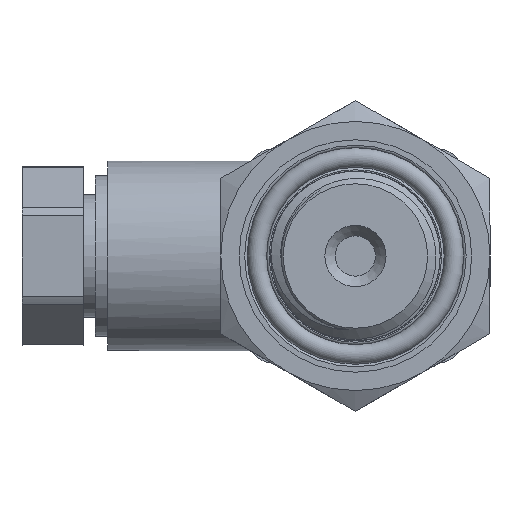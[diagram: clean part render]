
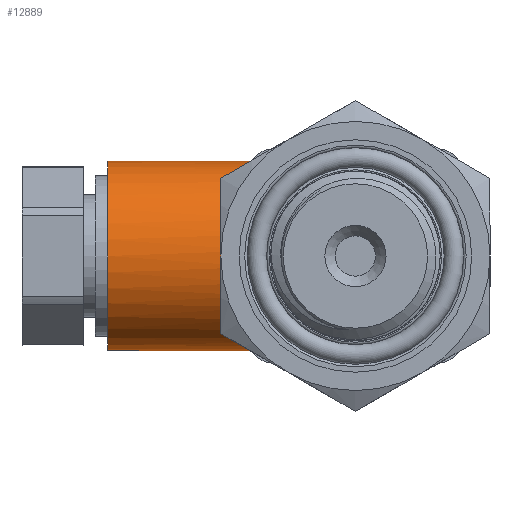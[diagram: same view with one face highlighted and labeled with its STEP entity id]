
A CAD part, left-side view. The second image highlights one B-rep face of the part: STEP entity #12889.
In plain terms, the highlighted cylindrical face has radius 7.75 mm (diameter 15.5 mm), a full revolution.
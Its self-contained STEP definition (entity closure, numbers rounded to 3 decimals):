
#34=ELLIPSE('',#13465,7.752,7.75);
#1344=FACE_OUTER_BOUND('',#2111,.T.);
#2111=EDGE_LOOP('',(#11667,#11668,#11669,#11670,#11671,#11672,#11673,#11674,
#11675,#11676,#11677,#11678,#11679));
#2303=CIRCLE('',#13463,7.75);
#2304=CIRCLE('',#13464,7.75);
#2305=CIRCLE('',#13466,7.75);
#2306=CIRCLE('',#13467,7.75);
#2307=CIRCLE('',#13468,7.75);
#3209=B_SPLINE_CURVE_WITH_KNOTS('',3,(#31702,#31703,#31704,#31705,#31706,
#31707),.UNSPECIFIED.,.F.,.F.,(4,2,4),(-1.208,-1.012,
-0.815),.UNSPECIFIED.);
#3218=B_SPLINE_CURVE_WITH_KNOTS('',3,(#34792,#34793,#34794,#34795,#34796,
#34797),.UNSPECIFIED.,.F.,.F.,(4,2,4),(-0.394,-0.197,
0.),.UNSPECIFIED.);
#3219=B_SPLINE_CURVE_WITH_KNOTS('',3,(#34799,#34800,#34801,#34802,#34803,
#34804),.UNSPECIFIED.,.F.,.F.,(4,2,4),(-1.208,-1.012,
-0.815),.UNSPECIFIED.);
#3220=B_SPLINE_CURVE_WITH_KNOTS('',3,(#34808,#34809,#34810,#34811,#34812,
#34813,#34814,#34815,#34816,#34817),.UNSPECIFIED.,.F.,.F.,(4,2,2,2,4),(-1.982,
-1.821,-1.654,-1.486,-1.325),
 .UNSPECIFIED.);
#3221=B_SPLINE_CURVE_WITH_KNOTS('',3,(#34820,#34821,#34822,#34823,#34824,
#34825),.UNSPECIFIED.,.F.,.F.,(4,2,4),(-0.394,-0.197,
0.),.UNSPECIFIED.);
#3994=LINE('',#34784,#4860);
#4860=VECTOR('',#15288,7.75);
#6130=VERTEX_POINT('',#31699);
#6131=VERTEX_POINT('',#31701);
#6137=VERTEX_POINT('',#34782);
#6138=VERTEX_POINT('',#34785);
#6139=VERTEX_POINT('',#34787);
#6140=VERTEX_POINT('',#34789);
#6141=VERTEX_POINT('',#34791);
#6142=VERTEX_POINT('',#34798);
#6143=VERTEX_POINT('',#34805);
#6144=VERTEX_POINT('',#34807);
#6145=VERTEX_POINT('',#34818);
#8002=EDGE_CURVE('',#6131,#6130,#3209,.T.);
#8015=EDGE_CURVE('',#6137,#6137,#2303,.T.);
#8016=EDGE_CURVE('',#6137,#6131,#3994,.T.);
#8017=EDGE_CURVE('',#6130,#6138,#2304,.F.);
#8018=EDGE_CURVE('',#6138,#6139,#34,.F.);
#8019=EDGE_CURVE('',#6139,#6140,#2305,.F.);
#8020=EDGE_CURVE('',#6140,#6141,#3218,.T.);
#8021=EDGE_CURVE('',#6141,#6142,#3219,.T.);
#8022=EDGE_CURVE('',#6142,#6143,#2306,.F.);
#8023=EDGE_CURVE('',#6143,#6144,#3220,.T.);
#8024=EDGE_CURVE('',#6144,#6145,#2307,.F.);
#8025=EDGE_CURVE('',#6145,#6131,#3221,.T.);
#11667=ORIENTED_EDGE('',*,*,#8015,.T.);
#11668=ORIENTED_EDGE('',*,*,#8016,.T.);
#11669=ORIENTED_EDGE('',*,*,#8002,.T.);
#11670=ORIENTED_EDGE('',*,*,#8017,.T.);
#11671=ORIENTED_EDGE('',*,*,#8018,.T.);
#11672=ORIENTED_EDGE('',*,*,#8019,.T.);
#11673=ORIENTED_EDGE('',*,*,#8020,.T.);
#11674=ORIENTED_EDGE('',*,*,#8021,.T.);
#11675=ORIENTED_EDGE('',*,*,#8022,.T.);
#11676=ORIENTED_EDGE('',*,*,#8023,.T.);
#11677=ORIENTED_EDGE('',*,*,#8024,.T.);
#11678=ORIENTED_EDGE('',*,*,#8025,.T.);
#11679=ORIENTED_EDGE('',*,*,#8016,.F.);
#12209=CYLINDRICAL_SURFACE('',#13462,7.75);
#12889=ADVANCED_FACE('',(#1344),#12209,.T.);
#13462=AXIS2_PLACEMENT_3D('',#34781,#15284,#15285);
#13463=AXIS2_PLACEMENT_3D('',#34783,#15286,#15287);
#13464=AXIS2_PLACEMENT_3D('',#34786,#15289,#15290);
#13465=AXIS2_PLACEMENT_3D('',#34788,#15291,#15292);
#13466=AXIS2_PLACEMENT_3D('',#34790,#15293,#15294);
#13467=AXIS2_PLACEMENT_3D('',#34806,#15295,#15296);
#13468=AXIS2_PLACEMENT_3D('',#34819,#15297,#15298);
#15284=DIRECTION('center_axis',(0.,1.,0.));
#15285=DIRECTION('ref_axis',(0.,0.,-1.));
#15286=DIRECTION('center_axis',(0.,-1.,0.));
#15287=DIRECTION('ref_axis',(0.,0.,-1.));
#15288=DIRECTION('',(0.,-1.,0.));
#15289=DIRECTION('center_axis',(0.,-1.,0.));
#15290=DIRECTION('ref_axis',(0.,0.,-1.));
#15291=DIRECTION('center_axis',(-0.021,-1.,
0.));
#15292=DIRECTION('ref_axis',(1.,-0.021,0.));
#15293=DIRECTION('center_axis',(0.,-1.,0.));
#15294=DIRECTION('ref_axis',(0.,0.,-1.));
#15295=DIRECTION('center_axis',(0.,-1.,0.));
#15296=DIRECTION('ref_axis',(0.,0.,-1.));
#15297=DIRECTION('center_axis',(0.,-1.,0.));
#15298=DIRECTION('ref_axis',(0.,0.,-1.));
#31699=CARTESIAN_POINT('',(3.808,7.75,6.75));
#31701=CARTESIAN_POINT('',(0.,6.75,7.75));
#31702=CARTESIAN_POINT('Ctrl Pts',(0.,6.75,7.75));
#31703=CARTESIAN_POINT('Ctrl Pts',(0.618,6.972,7.75));
#31704=CARTESIAN_POINT('Ctrl Pts',(1.289,7.215,7.672));
#31705=CARTESIAN_POINT('Ctrl Pts',(2.598,7.602,7.333));
#31706=CARTESIAN_POINT('Ctrl Pts',(3.236,7.75,7.072));
#31707=CARTESIAN_POINT('Ctrl Pts',(3.808,7.75,6.75));
#34781=CARTESIAN_POINT('Origin',(0.,3.5,0.));
#34782=CARTESIAN_POINT('',(0.,20.25,7.75));
#34783=CARTESIAN_POINT('Origin',(0.,20.25,0.));
#34784=CARTESIAN_POINT('',(0.,3.5,7.75));
#34785=CARTESIAN_POINT('',(6.5,7.75,4.22));
#34786=CARTESIAN_POINT('Origin',(0.,7.75,0.));
#34787=CARTESIAN_POINT('',(6.5,7.75,-4.22));
#34788=CARTESIAN_POINT('Origin',(0.,7.885,0.));
#34789=CARTESIAN_POINT('',(3.808,7.75,-6.75));
#34790=CARTESIAN_POINT('Origin',(0.,7.75,0.));
#34791=CARTESIAN_POINT('',(0.,6.75,-7.75));
#34792=CARTESIAN_POINT('Ctrl Pts',(3.808,7.75,-6.75));
#34793=CARTESIAN_POINT('Ctrl Pts',(3.236,7.75,-7.072));
#34794=CARTESIAN_POINT('Ctrl Pts',(2.598,7.602,-7.333));
#34795=CARTESIAN_POINT('Ctrl Pts',(1.289,7.215,-7.672));
#34796=CARTESIAN_POINT('Ctrl Pts',(0.618,6.972,-7.75));
#34797=CARTESIAN_POINT('Ctrl Pts',(0.,6.75,-7.75));
#34798=CARTESIAN_POINT('',(-3.808,7.75,-6.75));
#34799=CARTESIAN_POINT('Ctrl Pts',(0.,6.75,-7.75));
#34800=CARTESIAN_POINT('Ctrl Pts',(-0.618,6.972,-7.75));
#34801=CARTESIAN_POINT('Ctrl Pts',(-1.289,7.215,-7.672));
#34802=CARTESIAN_POINT('Ctrl Pts',(-2.598,7.602,-7.333));
#34803=CARTESIAN_POINT('Ctrl Pts',(-3.236,7.75,-7.072));
#34804=CARTESIAN_POINT('Ctrl Pts',(-3.808,7.75,-6.75));
#34805=CARTESIAN_POINT('',(-7.,7.75,-3.326));
#34806=CARTESIAN_POINT('Origin',(0.,7.75,0.));
#34807=CARTESIAN_POINT('',(-7.,7.75,3.326));
#34808=CARTESIAN_POINT('Ctrl Pts',(-7.,7.75,-3.326));
#34809=CARTESIAN_POINT('Ctrl Pts',(-7.232,7.75,-2.839));
#34810=CARTESIAN_POINT('Ctrl Pts',(-7.424,7.668,-2.295));
#34811=CARTESIAN_POINT('Ctrl Pts',(-7.686,7.495,-1.157));
#34812=CARTESIAN_POINT('Ctrl Pts',(-7.75,7.411,-0.559));
#34813=CARTESIAN_POINT('Ctrl Pts',(-7.75,7.411,0.559));
#34814=CARTESIAN_POINT('Ctrl Pts',(-7.686,7.495,1.157));
#34815=CARTESIAN_POINT('Ctrl Pts',(-7.424,7.668,2.295));
#34816=CARTESIAN_POINT('Ctrl Pts',(-7.232,7.75,2.839));
#34817=CARTESIAN_POINT('Ctrl Pts',(-7.,7.75,3.326));
#34818=CARTESIAN_POINT('',(-3.808,7.75,6.75));
#34819=CARTESIAN_POINT('Origin',(0.,7.75,0.));
#34820=CARTESIAN_POINT('Ctrl Pts',(-3.808,7.75,6.75));
#34821=CARTESIAN_POINT('Ctrl Pts',(-3.236,7.75,7.072));
#34822=CARTESIAN_POINT('Ctrl Pts',(-2.598,7.602,7.333));
#34823=CARTESIAN_POINT('Ctrl Pts',(-1.289,7.215,7.672));
#34824=CARTESIAN_POINT('Ctrl Pts',(-0.618,6.972,7.75));
#34825=CARTESIAN_POINT('Ctrl Pts',(0.,6.75,7.75));
